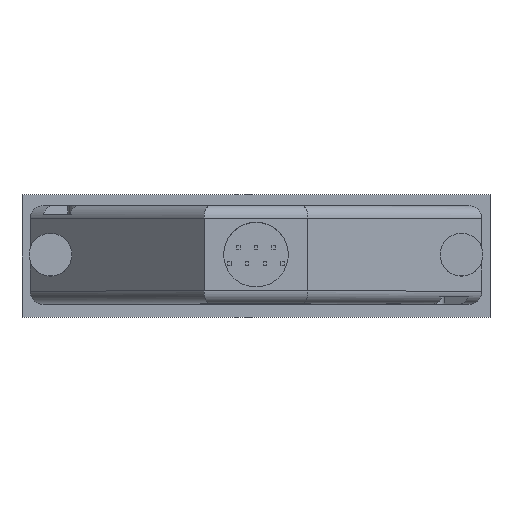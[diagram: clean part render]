
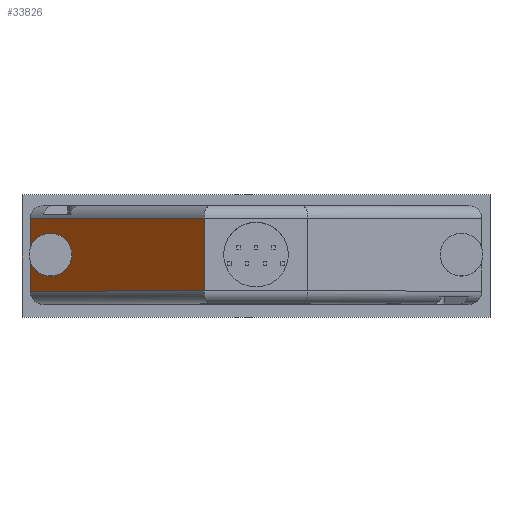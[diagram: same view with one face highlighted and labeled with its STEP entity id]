
A CAD part, top view. The second image highlights one B-rep face of the part: STEP entity #33826.
In plain terms, the highlighted face is planar.
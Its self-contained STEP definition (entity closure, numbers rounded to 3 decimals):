
#170 = DIRECTION ( 'NONE',  ( 0.661, 0., 0.75 ) ) ;
#759 = DIRECTION ( 'NONE',  ( -0.661, 0., -0.75 ) ) ;
#869 = CARTESIAN_POINT ( 'NONE',  ( 30.25, 0., -1.522 ) ) ;
#879 = LINE ( 'NONE', #34266, #14939 ) ;
#1155 = CARTESIAN_POINT ( 'NONE',  ( 8., -5.6, -26.75 ) ) ;
#1411 = LINE ( 'NONE', #3309, #25206 ) ;
#3017 = CARTESIAN_POINT ( 'NONE',  ( 30.25, -3., -1.522 ) ) ;
#3309 = CARTESIAN_POINT ( 'NONE',  ( 34.9, 7.6, 3.75 ) ) ;
#5115 = PLANE ( 'NONE',  #35663 ) ;
#5469 = EDGE_CURVE ( 'NONE', #30881, #15328, #32724, .T. ) ;
#6434 = VERTEX_POINT ( 'NONE', #37960 ) ;
#7146 = LINE ( 'NONE', #28188, #8134 ) ;
#7608 = EDGE_CURVE ( 'NONE', #37642, #22366, #36756, .T. ) ;
#7753 = CARTESIAN_POINT ( 'NONE',  ( 34.9, -5.6, 3.75 ) ) ;
#8134 = VECTOR ( 'NONE', #37690, 1000. ) ;
#8776 = CARTESIAN_POINT ( 'NONE',  ( 8., -5.6, -26.75 ) ) ;
#9390 = CARTESIAN_POINT ( 'NONE',  ( 30.25, 0., -1.522 ) ) ;
#11395 = DIRECTION ( 'NONE',  ( -0.75, 0., 0.661 ) ) ;
#11711 = ORIENTED_EDGE ( 'NONE', *, *, #29035, .T. ) ;
#12241 = FACE_OUTER_BOUND ( 'NONE', #38108, .T. ) ;
#12669 = DIRECTION ( 'NONE',  ( 0., -1., 0. ) ) ;
#14364 = CARTESIAN_POINT ( 'NONE',  ( 33.25, 3., 1.879 ) ) ;
#14475 = DIRECTION ( 'NONE',  ( 0.661, 0., 0.75 ) ) ;
#14857 = VECTOR ( 'NONE', #759, 1000. ) ;
#14939 = VECTOR ( 'NONE', #170, 1000. ) ;
#15087 = ORIENTED_EDGE ( 'NONE', *, *, #23756, .T. ) ;
#15328 = VERTEX_POINT ( 'NONE', #869 ) ;
#16289 =( BOUNDED_CURVE ( )  B_SPLINE_CURVE ( 3, ( #9390, #3017, #25179, #34040 ),
 .UNSPECIFIED., .F., .F. ) 
 B_SPLINE_CURVE_WITH_KNOTS ( ( 4, 4 ),
 ( 3.142, 6.283 ),
 .UNSPECIFIED. ) 
 CURVE ( )  GEOMETRIC_REPRESENTATION_ITEM ( )  RATIONAL_B_SPLINE_CURVE ( ( 1., 0.333, 0.333, 1. ) ) 
 REPRESENTATION_ITEM ( '' )  );
#16800 = EDGE_CURVE ( 'NONE', #15328, #30881, #16289, .T. ) ;
#17420 = CARTESIAN_POINT ( 'NONE',  ( 30.25, 3., -1.522 ) ) ;
#17553 = CARTESIAN_POINT ( 'NONE',  ( 30.25, 0., -1.522 ) ) ;
#18857 = ORIENTED_EDGE ( 'NONE', *, *, #16800, .T. ) ;
#19863 = CARTESIAN_POINT ( 'NONE',  ( 8., 5.6, -26.75 ) ) ;
#20133 = ORIENTED_EDGE ( 'NONE', *, *, #20805, .F. ) ;
#20284 = ORIENTED_EDGE ( 'NONE', *, *, #5469, .T. ) ;
#20805 = EDGE_CURVE ( 'NONE', #26864, #22366, #7146, .T. ) ;
#21052 = CARTESIAN_POINT ( 'NONE',  ( 8., 7.6, -26.75 ) ) ;
#22366 = VERTEX_POINT ( 'NONE', #8776 ) ;
#22776 = ORIENTED_EDGE ( 'NONE', *, *, #7608, .T. ) ;
#23756 = EDGE_CURVE ( 'NONE', #26864, #6434, #879, .T. ) ;
#23914 = CARTESIAN_POINT ( 'NONE',  ( 33.25, 0., 1.879 ) ) ;
#25179 = CARTESIAN_POINT ( 'NONE',  ( 33.25, -3., 1.879 ) ) ;
#25206 = VECTOR ( 'NONE', #12669, 1000. ) ;
#25697 = CARTESIAN_POINT ( 'NONE',  ( 33.25, 0., 1.879 ) ) ;
#26864 = VERTEX_POINT ( 'NONE', #19863 ) ;
#28188 = CARTESIAN_POINT ( 'NONE',  ( 8., 7.6, -26.75 ) ) ;
#29035 = EDGE_CURVE ( 'NONE', #6434, #37642, #1411, .T. ) ;
#30881 = VERTEX_POINT ( 'NONE', #25697 ) ;
#31751 = FACE_BOUND ( 'NONE', #39355, .T. ) ;
#32724 =( BOUNDED_CURVE ( )  B_SPLINE_CURVE ( 3, ( #23914, #14364, #17420, #17553 ),
 .UNSPECIFIED., .F., .F. ) 
 B_SPLINE_CURVE_WITH_KNOTS ( ( 4, 4 ),
 ( 0., 3.142 ),
 .UNSPECIFIED. ) 
 CURVE ( )  GEOMETRIC_REPRESENTATION_ITEM ( )  RATIONAL_B_SPLINE_CURVE ( ( 1., 0.333, 0.333, 1. ) ) 
 REPRESENTATION_ITEM ( '' )  );
#33826 = ADVANCED_FACE ( 'NONE', ( #31751, #12241 ), #5115, .F. ) ;
#34040 = CARTESIAN_POINT ( 'NONE',  ( 33.25, 0., 1.879 ) ) ;
#34266 = CARTESIAN_POINT ( 'NONE',  ( 8., 5.6, -26.75 ) ) ;
#35663 = AXIS2_PLACEMENT_3D ( 'NONE', #21052, #11395, #14475 ) ;
#36756 = LINE ( 'NONE', #1155, #14857 ) ;
#37642 = VERTEX_POINT ( 'NONE', #7753 ) ;
#37690 = DIRECTION ( 'NONE',  ( 0., -1., 0. ) ) ;
#37960 = CARTESIAN_POINT ( 'NONE',  ( 34.9, 5.6, 3.75 ) ) ;
#38108 = EDGE_LOOP ( 'NONE', ( #15087, #11711, #22776, #20133 ) ) ;
#39355 = EDGE_LOOP ( 'NONE', ( #20284, #18857 ) ) ;
